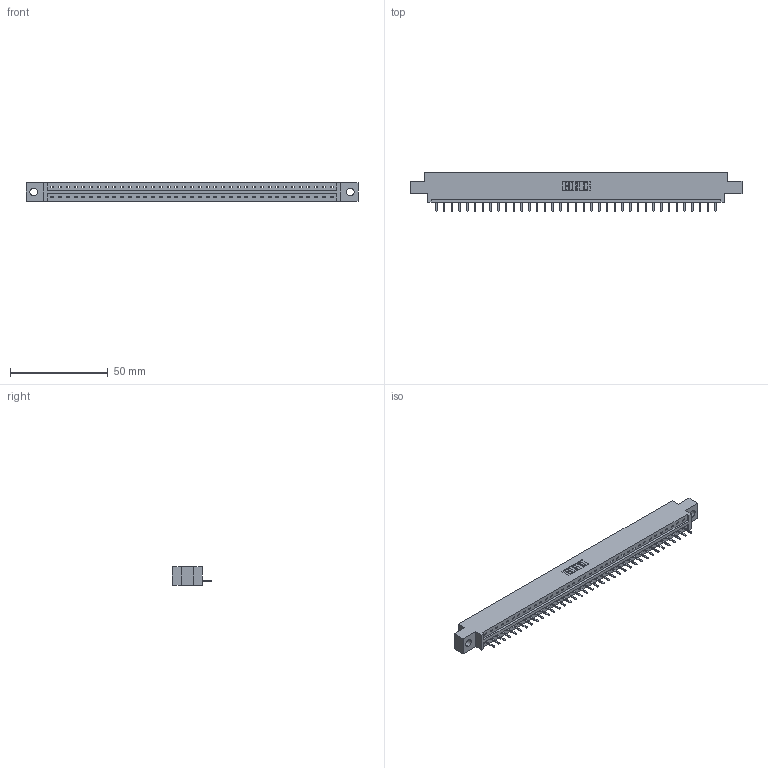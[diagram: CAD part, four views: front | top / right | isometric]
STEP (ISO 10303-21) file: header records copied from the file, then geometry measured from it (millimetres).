
FILE_DESCRIPTION (( 'STEP AP203' ), '1' );
FILE_NAME ('337-037-520-604.STEP', '2019-10-01T15:02:46', ( '' ), ( '' ), 'SwSTEP 2.0', 'SolidWorks 2016', '' );
FILE_SCHEMA (( 'CONFIG_CONTROL_DESIGN' ));
Length unit declared in the file: inch
Products named in the file (3): 345-292-001_345-293-120; 337-037-520-604; 337 Part_0.170 Offset - 0.156 Dia-TH
Assembly tree (38 placements, depth 2):
  337-037-520-604
    337 Part_0.170 Offset - 0.156 Dia-TH
    345-292-001_345-293-120  x37
Bounding box: 169.62 x 20.02 x 9.4 mm (x, y, z)
Volume: 17254.9 mm3; surface area: 17311.2 mm2
Topology: 38 solids, 38 shells, 2560 faces, 7575 edges, 4950 vertices
Faces by surface type: plane 1850, cylinder 710
Entity records: 28399 total; most frequent: CARTESIAN_POINT 4965, ORIENTED_EDGE 4926, DIRECTION 4177, EDGE_CURVE 2463, VECTOR 2331, LINE 2331, VERTEX_POINT 1638, AXIS2_PLACEMENT_3D 923
